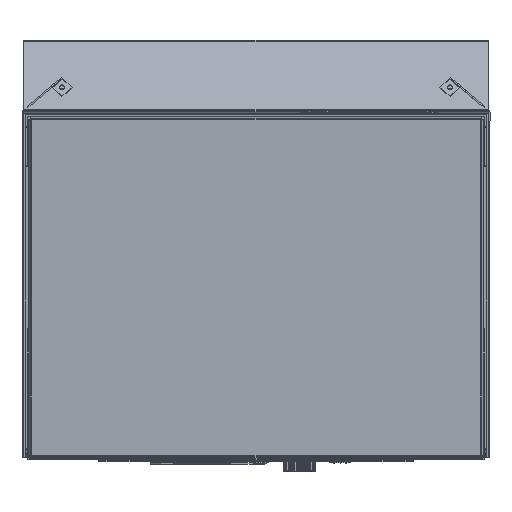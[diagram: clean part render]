
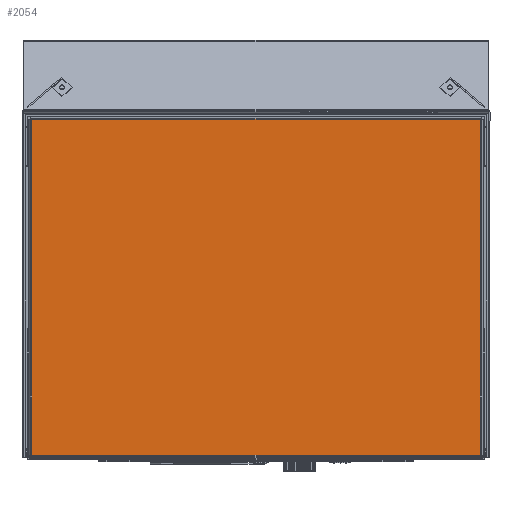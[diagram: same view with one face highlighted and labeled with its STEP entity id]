
A CAD part, front view. The second image highlights one B-rep face of the part: STEP entity #2054.
In plain terms, the highlighted planar face has unit normal (0, -1, 0).
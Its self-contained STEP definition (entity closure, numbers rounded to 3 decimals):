
#1481 = AXIS2_PLACEMENT_3D ( 'NONE', #79299, #104259, #2608 ) ;
#2054 = ADVANCED_FACE ( 'NONE', ( #52636 ), #78743, .F. ) ;
#2608 = DIRECTION ( 'NONE',  ( 1., 0., 0. ) ) ;
#2931 = LINE ( 'NONE', #96814, #68231 ) ;
#3733 = LINE ( 'NONE', #80990, #68151 ) ;
#5307 = VERTEX_POINT ( 'NONE', #51843 ) ;
#14658 = EDGE_CURVE ( 'NONE', #5307, #20713, #43432, .T. ) ;
#20204 = ORIENTED_EDGE ( 'NONE', *, *, #73491, .F. ) ;
#20713 = VERTEX_POINT ( 'NONE', #80343 ) ;
#22130 = VECTOR ( 'NONE', #32335, 39.37 ) ;
#32335 = DIRECTION ( 'NONE',  ( 0., 0., 1. ) ) ;
#33769 = VECTOR ( 'NONE', #74812, 39.37 ) ;
#34927 = ORIENTED_EDGE ( 'NONE', *, *, #14658, .T. ) ;
#35189 = CARTESIAN_POINT ( 'NONE',  ( 7.756, -52.181, 0.176 ) ) ;
#41826 = EDGE_LOOP ( 'NONE', ( #70249, #20204, #34927, #71856 ) ) ;
#43432 = LINE ( 'NONE', #100099, #22130 ) ;
#45165 = DIRECTION ( 'NONE',  ( -1., 0., 0. ) ) ;
#46861 = CARTESIAN_POINT ( 'NONE',  ( -7.725, -52.181, 0.176 ) ) ;
#49242 = VERTEX_POINT ( 'NONE', #46861 ) ;
#51843 = CARTESIAN_POINT ( 'NONE',  ( 7.725, -52.181, 0.176 ) ) ;
#52636 = FACE_OUTER_BOUND ( 'NONE', #41826, .T. ) ;
#63186 = CARTESIAN_POINT ( 'NONE',  ( -7.725, -52.181, 11.726 ) ) ;
#65389 = DIRECTION ( 'NONE',  ( 0., 0., -1. ) ) ;
#67882 = VERTEX_POINT ( 'NONE', #63186 ) ;
#68151 = VECTOR ( 'NONE', #65389, 39.37 ) ;
#68231 = VECTOR ( 'NONE', #45165, 39.37 ) ;
#69667 = EDGE_CURVE ( 'NONE', #67882, #49242, #3733, .T. ) ;
#69903 = EDGE_CURVE ( 'NONE', #20713, #67882, #2931, .T. ) ;
#70249 = ORIENTED_EDGE ( 'NONE', *, *, #69667, .T. ) ;
#71856 = ORIENTED_EDGE ( 'NONE', *, *, #69903, .T. ) ;
#73491 = EDGE_CURVE ( 'NONE', #5307, #49242, #98702, .T. ) ;
#74812 = DIRECTION ( 'NONE',  ( -1., 0., 0. ) ) ;
#78743 = PLANE ( 'NONE',  #1481 ) ;
#79299 = CARTESIAN_POINT ( 'NONE',  ( 7.756, -52.181, 11.817 ) ) ;
#80343 = CARTESIAN_POINT ( 'NONE',  ( 7.725, -52.181, 11.726 ) ) ;
#80990 = CARTESIAN_POINT ( 'NONE',  ( -7.725, -52.181, 11.726 ) ) ;
#96814 = CARTESIAN_POINT ( 'NONE',  ( 7.756, -52.181, 11.726 ) ) ;
#98702 = LINE ( 'NONE', #35189, #33769 ) ;
#100099 = CARTESIAN_POINT ( 'NONE',  ( 7.725, -52.181, 0.176 ) ) ;
#104259 = DIRECTION ( 'NONE',  ( 0., 1., 0. ) ) ;
